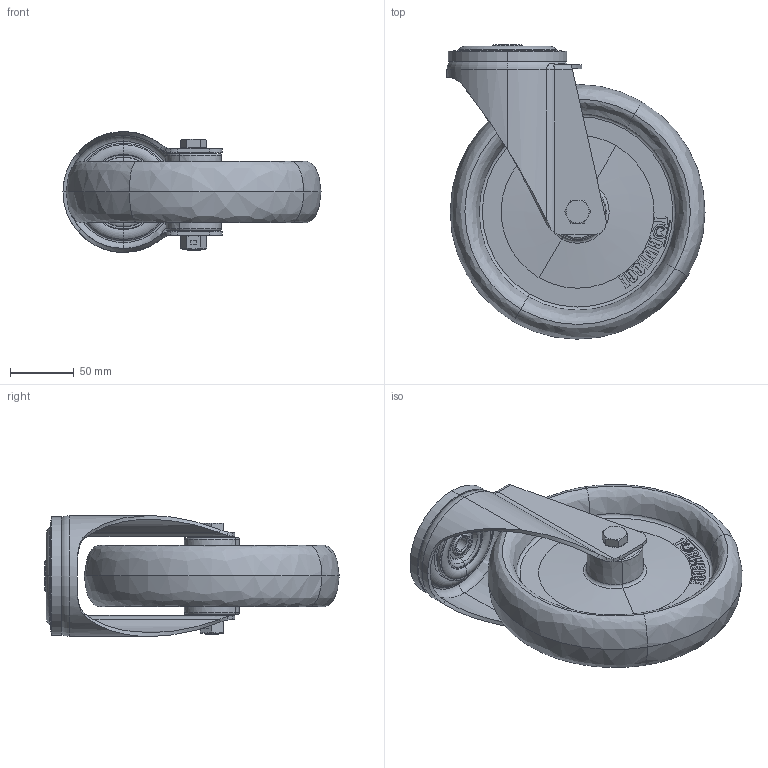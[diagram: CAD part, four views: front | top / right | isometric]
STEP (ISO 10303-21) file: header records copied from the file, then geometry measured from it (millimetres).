
FILE_DESCRIPTION (( 'STEP AP214' ), '1' );
FILE_NAME ('0056042.step', '2023-06-19T09:50:32', ( '' ), ( '' ), 'SwSTEP 2.0', 'SolidWorks 2020', '' );
FILE_SCHEMA (( 'AUTOMOTIVE_DESIGN' ));
Length unit declared in the file: millimetre
Products named in the file (1): 0056042
Bounding box: 202.5 x 231 x 95 mm (x, y, z)
Volume: 821928 mm3; surface area: 204410.7 mm2
Topology: 15 solids, 16 shells, 482 faces, 1126 edges, 680 vertices
Faces by surface type: plane 170, torus 90, cone 75, bspline 71, cylinder 52, sphere 24
Entity records: 23923 total; most frequent: CARTESIAN_POINT 8021, ORIENTED_EDGE 2156, DIRECTION 2122, EDGE_CURVE 1078, AXIS2_PLACEMENT_3D 822, VERTEX_POINT 656, EDGE_LOOP 528, UNCERTAINTY_MEASURE_WITH_UNIT 499
